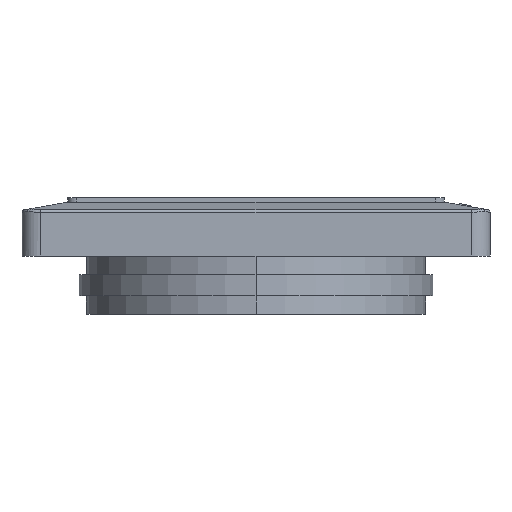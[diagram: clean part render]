
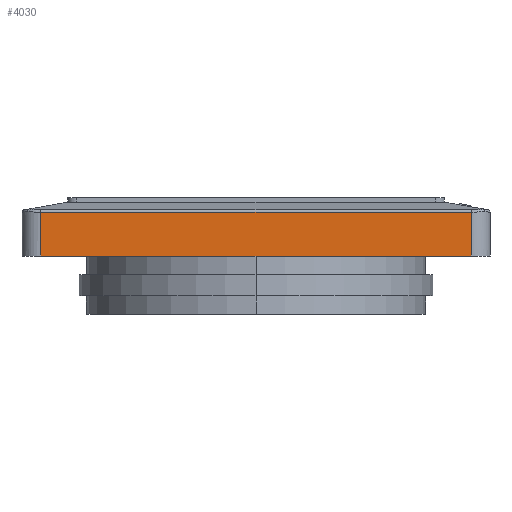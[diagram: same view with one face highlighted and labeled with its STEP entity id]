
A CAD part, left-side view. The second image highlights one B-rep face of the part: STEP entity #4030.
In plain terms, the highlighted planar face has unit normal (-1, 0, 0).
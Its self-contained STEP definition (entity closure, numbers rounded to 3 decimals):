
#26 = DIRECTION ( 'NONE',  ( 0., 1., 0. ) ) ;
#67 = LINE ( 'NONE', #2484, #3198 ) ;
#422 = VERTEX_POINT ( 'NONE', #520 ) ;
#470 = PLANE ( 'NONE',  #2808 ) ;
#520 = CARTESIAN_POINT ( 'NONE',  ( -100., -92., 0. ) ) ;
#600 = LINE ( 'NONE', #4480, #2597 ) ;
#614 = ORIENTED_EDGE ( 'NONE', *, *, #5867, .T. ) ;
#743 = ORIENTED_EDGE ( 'NONE', *, *, #3018, .T. ) ;
#1227 = CARTESIAN_POINT ( 'NONE',  ( -100., 92., 0. ) ) ;
#1364 = VECTOR ( 'NONE', #1570, 1000. ) ;
#1570 = DIRECTION ( 'NONE',  ( 0., 1., 0. ) ) ;
#1699 = ORIENTED_EDGE ( 'NONE', *, *, #3485, .F. ) ;
#2125 = CARTESIAN_POINT ( 'NONE',  ( -100., 92., 18.723 ) ) ;
#2172 = CARTESIAN_POINT ( 'NONE',  ( -100., 92., 25. ) ) ;
#2219 = CARTESIAN_POINT ( 'NONE',  ( -100., 92., 18.723 ) ) ;
#2307 = LINE ( 'NONE', #2125, #1364 ) ;
#2354 = ORIENTED_EDGE ( 'NONE', *, *, #3546, .T. ) ;
#2484 = CARTESIAN_POINT ( 'NONE',  ( -100., -100., 0. ) ) ;
#2597 = VECTOR ( 'NONE', #5469, 1000. ) ;
#2663 = DIRECTION ( 'NONE',  ( 0., 0., -1. ) ) ;
#2808 = AXIS2_PLACEMENT_3D ( 'NONE', #5360, #4863, #26 ) ;
#3018 = EDGE_CURVE ( 'NONE', #422, #5900, #600, .T. ) ;
#3198 = VECTOR ( 'NONE', #4473, 1000. ) ;
#3485 = EDGE_CURVE ( 'NONE', #422, #5443, #67, .T. ) ;
#3546 = EDGE_CURVE ( 'NONE', #5575, #5443, #3904, .T. ) ;
#3904 = LINE ( 'NONE', #2172, #6270 ) ;
#4030 = ADVANCED_FACE ( 'NONE', ( #4958 ), #470, .F. ) ;
#4113 = EDGE_LOOP ( 'NONE', ( #743, #614, #2354, #1699 ) ) ;
#4473 = DIRECTION ( 'NONE',  ( 0., 1., 0. ) ) ;
#4480 = CARTESIAN_POINT ( 'NONE',  ( -100., -92., 25. ) ) ;
#4863 = DIRECTION ( 'NONE',  ( 1., 0., 0. ) ) ;
#4958 = FACE_OUTER_BOUND ( 'NONE', #4113, .T. ) ;
#5360 = CARTESIAN_POINT ( 'NONE',  ( -100., -100., 25. ) ) ;
#5443 = VERTEX_POINT ( 'NONE', #1227 ) ;
#5469 = DIRECTION ( 'NONE',  ( 0., 0., 1. ) ) ;
#5538 = CARTESIAN_POINT ( 'NONE',  ( -100., -92., 18.723 ) ) ;
#5575 = VERTEX_POINT ( 'NONE', #2219 ) ;
#5867 = EDGE_CURVE ( 'NONE', #5900, #5575, #2307, .T. ) ;
#5900 = VERTEX_POINT ( 'NONE', #5538 ) ;
#6270 = VECTOR ( 'NONE', #2663, 1000. ) ;
